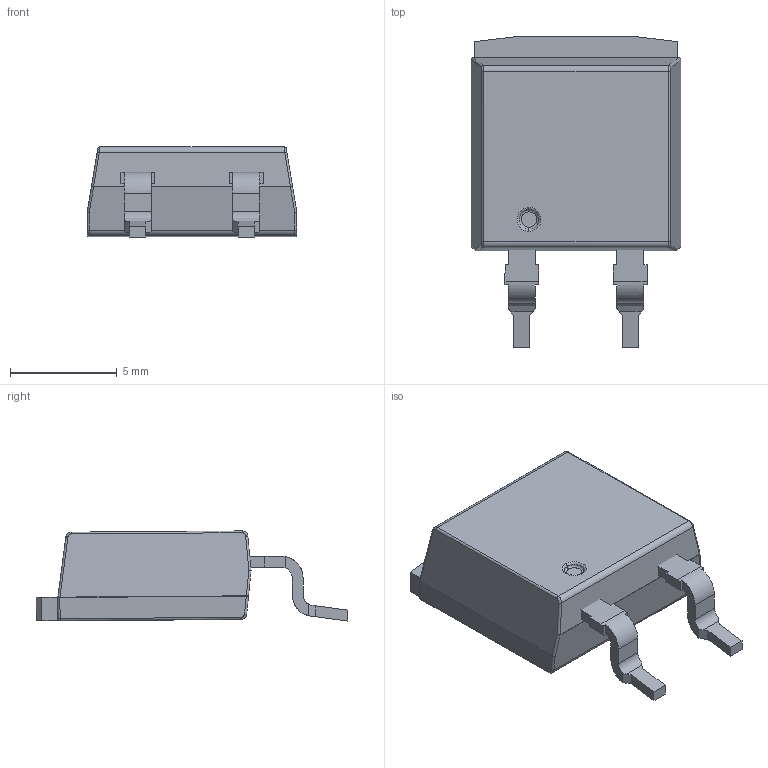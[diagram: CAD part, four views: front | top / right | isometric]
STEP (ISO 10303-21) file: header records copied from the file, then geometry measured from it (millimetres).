
FILE_DESCRIPTION(/* description */ (''),/* implementation_level */ '2;1');
FILE_NAME(/* name */ 'TO46A5~1',/* time_stamp */ '2015-03-29T10:54:37+02:00',/* author */ (''),/* organization */ (''),/* preprocessor_version */ 'ST-DEVELOPER v14',/* originating_system */ '',/* authorisation */ '');
FILE_SCHEMA (('AUTOMOTIVE_DESIGN'));
Length unit declared in the file: millimetre
Products named in the file (1): Document
Bounding box: 9.82 x 14.59 x 4.22 mm (x, y, z)
Volume: 363.6 mm3; surface area: 541.6 mm2
Topology: 4 solids, 4 shells, 197 faces, 499 edges, 318 vertices
Faces by surface type: bspline 135, plane 62
Entity records: 7074 total; most frequent: CARTESIAN_POINT 3890, ORIENTED_EDGE 998, EDGE_CURVE 499, B_SPLINE_CURVE_WITH_KNOTS 416, VERTEX_POINT 318, EDGE_LOOP 205, ADVANCED_FACE 197, FACE_OUTER_BOUND 197
